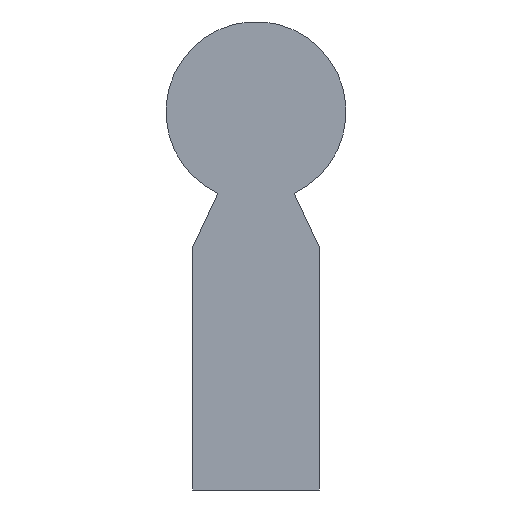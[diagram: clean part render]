
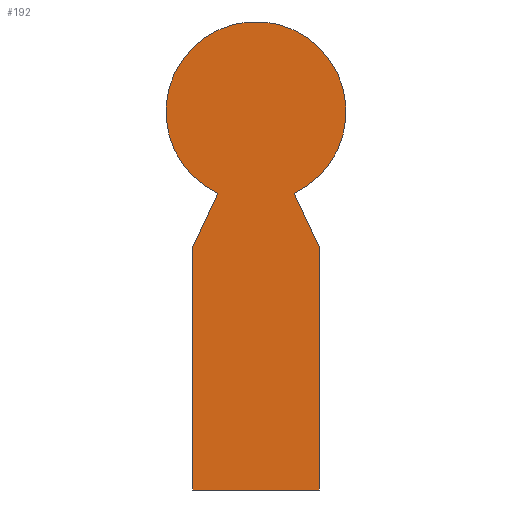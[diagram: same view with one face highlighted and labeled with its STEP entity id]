
A CAD part, front view. The second image highlights one B-rep face of the part: STEP entity #192.
In plain terms, the highlighted planar face has unit normal (0, -1, 0).
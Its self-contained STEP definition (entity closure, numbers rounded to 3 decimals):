
#192 = ADVANCED_FACE( '', ( #426 ), #427, .T. );
#426 = FACE_OUTER_BOUND( '', #667, .T. );
#427 = PLANE( '', #668 );
#667 = EDGE_LOOP( '', ( #1106, #1107, #1108, #1109, #1110, #1111 ) );
#668 = AXIS2_PLACEMENT_3D( '', #1112, #1113, #1114 );
#1106 = ORIENTED_EDGE( '', *, *, #1329, .T. );
#1107 = ORIENTED_EDGE( '', *, *, #1333, .T. );
#1108 = ORIENTED_EDGE( '', *, *, #1315, .T. );
#1109 = ORIENTED_EDGE( '', *, *, #1242, .T. );
#1110 = ORIENTED_EDGE( '', *, *, #1183, .T. );
#1111 = ORIENTED_EDGE( '', *, *, #1334, .T. );
#1112 = CARTESIAN_POINT( '', ( 0., 0., 105. ) );
#1113 = DIRECTION( '', ( 0., -1., 0. ) );
#1114 = DIRECTION( '', ( 0., 0., -1. ) );
#1183 = EDGE_CURVE( '', #1364, #1365, #1366, .T. );
#1242 = EDGE_CURVE( '', #1460, #1364, #1461, .T. );
#1315 = EDGE_CURVE( '', #1566, #1460, #1567, .T. );
#1329 = EDGE_CURVE( '', #1585, #1586, #1587, .T. );
#1333 = EDGE_CURVE( '', #1586, #1566, #1591, .T. );
#1334 = EDGE_CURVE( '', #1365, #1585, #1592, .T. );
#1364 = VERTEX_POINT( '', #1632 );
#1365 = VERTEX_POINT( '', #1633 );
#1366 = CIRCLE( '', #1634, 25. );
#1460 = VERTEX_POINT( '', #1763 );
#1461 = LINE( '', #1764, #1765 );
#1566 = VERTEX_POINT( '', #1888 );
#1567 = LINE( '', #1889, #1890 );
#1585 = VERTEX_POINT( '', #1910 );
#1586 = VERTEX_POINT( '', #1911 );
#1587 = LINE( '', #1912, #1913 );
#1591 = LINE( '', #1919, #1920 );
#1592 = LINE( '', #1921, #1922 );
#1632 = CARTESIAN_POINT( '', ( 10.565, 0., 82.342 ) );
#1633 = CARTESIAN_POINT( '', ( -10.565, 0., 82.342 ) );
#1634 = AXIS2_PLACEMENT_3D( '', #1943, #1944, #1945 );
#1763 = CARTESIAN_POINT( '', ( 17.5, 0., 67.471 ) );
#1764 = CARTESIAN_POINT( '', ( 10.657, 0., 82.147 ) );
#1765 = VECTOR( '', #2008, 1000. );
#1888 = CARTESIAN_POINT( '', ( 17.5, 0., 0. ) );
#1889 = CARTESIAN_POINT( '', ( 17.5, 0., 0. ) );
#1890 = VECTOR( '', #2102, 1000. );
#1910 = CARTESIAN_POINT( '', ( -17.5, 0., 67.471 ) );
#1911 = CARTESIAN_POINT( '', ( -17.5, 0., 0. ) );
#1912 = CARTESIAN_POINT( '', ( -17.5, 0., 67.471 ) );
#1913 = VECTOR( '', #2117, 1000. );
#1919 = CARTESIAN_POINT( '', ( -17.5, 0., 0. ) );
#1920 = VECTOR( '', #2120, 1000. );
#1921 = CARTESIAN_POINT( '', ( -10.657, 0., 82.147 ) );
#1922 = VECTOR( '', #2121, 1000. );
#1943 = CARTESIAN_POINT( '', ( 0., 0., 105. ) );
#1944 = DIRECTION( '', ( 0., -1., 0. ) );
#1945 = DIRECTION( '', ( 0., 0., -1. ) );
#2008 = DIRECTION( '', ( -0.423, 0., 0.906 ) );
#2102 = DIRECTION( '', ( 0., 0., 1. ) );
#2117 = DIRECTION( '', ( 0., 0., -1. ) );
#2120 = DIRECTION( '', ( 1., 0., 0. ) );
#2121 = DIRECTION( '', ( -0.423, 0., -0.906 ) );
